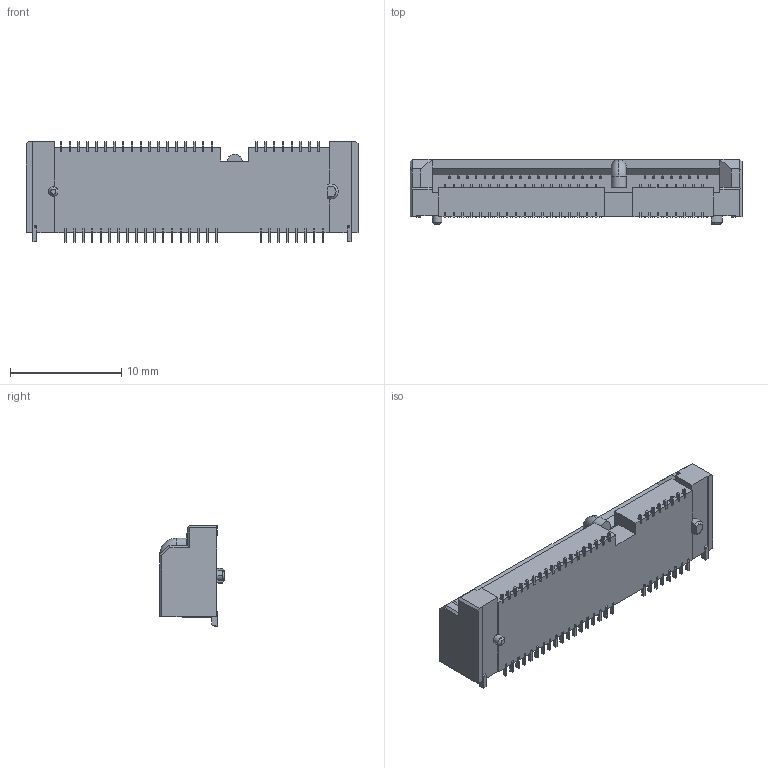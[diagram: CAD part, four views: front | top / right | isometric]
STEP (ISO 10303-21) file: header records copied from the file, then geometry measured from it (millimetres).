
FILE_DESCRIPTION(('STEP AP242'),'1');
FILE_NAME('1775862-2.stp','2021-01-22T09:39:54',('TraceParts'),('TraceParts S.A.'),'Spatial InterOp 3D',' ',' ');
FILE_SCHEMA(('AP242_MANAGED_MODEL_BASED_3D_ENGINEERING_MIM_LF {1 0 10303 442 1 1 4}'));
Length unit declared in the file: millimetre
Products named in the file (1): 1775862-2_1
Bounding box: 29.9 x 5.85 x 9.08 mm (x, y, z)
Volume: 951.4 mm3; surface area: 1065 mm2
Topology: 1 solids, 1 shells, 980 faces, 2842 edges, 1891 vertices
Faces by surface type: plane 572, cylinder 401, cone 5, torus 2
Entity records: 32427 total; most frequent: CARTESIAN_POINT 5721, ORIENTED_EDGE 5682, DIRECTION 5626, EDGE_CURVE 2841, LINE 2018, VECTOR 2018, VERTEX_POINT 1889, AXIS2_PLACEMENT_3D 1804
